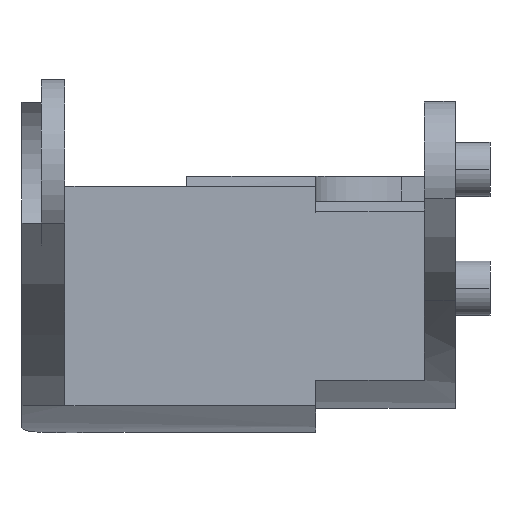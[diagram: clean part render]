
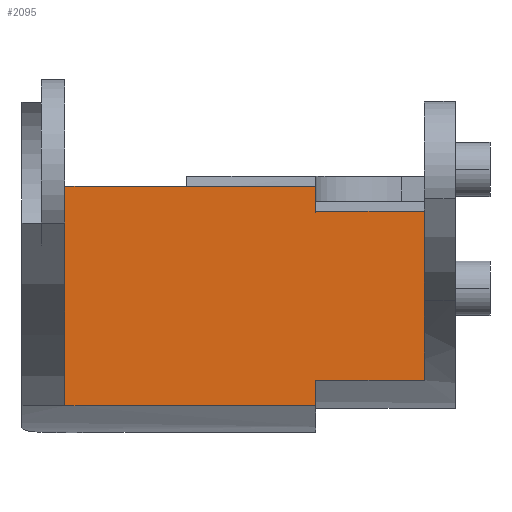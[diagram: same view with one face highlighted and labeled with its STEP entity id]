
A CAD part, top view. The second image highlights one B-rep face of the part: STEP entity #2095.
In plain terms, the highlighted planar face has unit normal (0, 0, 1).
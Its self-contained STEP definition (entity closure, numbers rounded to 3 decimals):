
#12 = CARTESIAN_POINT ( 'NONE',  ( 33.18, 11.712, 71.486 ) ) ;
#78 = CARTESIAN_POINT ( 'NONE',  ( 0., 8.795, 71.486 ) ) ;
#95 = VECTOR ( 'NONE', #308, 1000. ) ;
#111 = VECTOR ( 'NONE', #867, 1000. ) ;
#116 = VECTOR ( 'NONE', #778, 1000. ) ;
#125 = VECTOR ( 'NONE', #2063, 1000. ) ;
#203 = AXIS2_PLACEMENT_3D ( 'NONE', #12, #2093, #1769 ) ;
#239 = VECTOR ( 'NONE', #573, 1000. ) ;
#285 = CARTESIAN_POINT ( 'NONE',  ( -12.66, 0., 71.486 ) ) ;
#308 = DIRECTION ( 'NONE',  ( -1., 0., 0. ) ) ;
#318 = LINE ( 'NONE', #1553, #111 ) ;
#326 = DIRECTION ( 'NONE',  ( 1., 0., 0. ) ) ;
#366 = ORIENTED_EDGE ( 'NONE', *, *, #822, .F. ) ;
#453 = ORIENTED_EDGE ( 'NONE', *, *, #1242, .F. ) ;
#474 = VERTEX_POINT ( 'NONE', #1022 ) ;
#491 = EDGE_CURVE ( 'NONE', #1666, #2036, #1180, .T. ) ;
#530 = FACE_OUTER_BOUND ( 'NONE', #1060, .T. ) ;
#555 = CARTESIAN_POINT ( 'NONE',  ( -41.82, 11.712, 71.486 ) ) ;
#573 = DIRECTION ( 'NONE',  ( 0., 1., 0. ) ) ;
#602 = CARTESIAN_POINT ( 'NONE',  ( -12.66, 11.712, 71.486 ) ) ;
#610 = VERTEX_POINT ( 'NONE', #78 ) ;
#627 = EDGE_CURVE ( 'NONE', #1198, #610, #945, .T. ) ;
#651 = CARTESIAN_POINT ( 'NONE',  ( -6.33, -10.841, 71.486 ) ) ;
#778 = DIRECTION ( 'NONE',  ( 0., 1., 0. ) ) ;
#822 = EDGE_CURVE ( 'NONE', #1666, #1900, #1273, .T. ) ;
#867 = DIRECTION ( 'NONE',  ( 1., 0., 0. ) ) ;
#873 = CARTESIAN_POINT ( 'NONE',  ( -12.66, -10.841, 71.486 ) ) ;
#902 = ORIENTED_EDGE ( 'NONE', *, *, #933, .F. ) ;
#933 = EDGE_CURVE ( 'NONE', #1871, #1776, #1659, .T. ) ;
#945 = LINE ( 'NONE', #1661, #116 ) ;
#967 = LINE ( 'NONE', #2244, #95 ) ;
#1005 = CARTESIAN_POINT ( 'NONE',  ( -41.82, 11.712, 71.486 ) ) ;
#1022 = CARTESIAN_POINT ( 'NONE',  ( -41.82, -13.804, 71.486 ) ) ;
#1060 = EDGE_LOOP ( 'NONE', ( #2104, #2231, #1442, #366, #1790, #453, #2025, #902 ) ) ;
#1084 = LINE ( 'NONE', #555, #239 ) ;
#1146 = VECTOR ( 'NONE', #1650, 1000. ) ;
#1180 = LINE ( 'NONE', #1360, #125 ) ;
#1198 = VERTEX_POINT ( 'NONE', #1419 ) ;
#1223 = PLANE ( 'NONE',  #203 ) ;
#1242 = EDGE_CURVE ( 'NONE', #474, #2036, #1084, .T. ) ;
#1273 = LINE ( 'NONE', #1796, #1146 ) ;
#1360 = CARTESIAN_POINT ( 'NONE',  ( -12.66, 11.712, 71.486 ) ) ;
#1406 = CARTESIAN_POINT ( 'NONE',  ( -12.66, 8.795, 71.486 ) ) ;
#1419 = CARTESIAN_POINT ( 'NONE',  ( 0., -10.841, 71.486 ) ) ;
#1442 = ORIENTED_EDGE ( 'NONE', *, *, #2028, .T. ) ;
#1553 = CARTESIAN_POINT ( 'NONE',  ( -6.33, -13.804, 71.486 ) ) ;
#1591 = EDGE_CURVE ( 'NONE', #474, #1776, #318, .T. ) ;
#1650 = DIRECTION ( 'NONE',  ( 0., -1., 0. ) ) ;
#1659 = LINE ( 'NONE', #285, #2076 ) ;
#1661 = CARTESIAN_POINT ( 'NONE',  ( 0., 11.712, 71.486 ) ) ;
#1666 = VERTEX_POINT ( 'NONE', #602 ) ;
#1698 = DIRECTION ( 'NONE',  ( 0., -1., 0. ) ) ;
#1769 = DIRECTION ( 'NONE',  ( -1., 0., 0. ) ) ;
#1776 = VERTEX_POINT ( 'NONE', #1878 ) ;
#1782 = VECTOR ( 'NONE', #326, 1000. ) ;
#1790 = ORIENTED_EDGE ( 'NONE', *, *, #491, .T. ) ;
#1796 = CARTESIAN_POINT ( 'NONE',  ( -12.66, 0., 71.486 ) ) ;
#1809 = EDGE_CURVE ( 'NONE', #1871, #1198, #1909, .T. ) ;
#1871 = VERTEX_POINT ( 'NONE', #873 ) ;
#1878 = CARTESIAN_POINT ( 'NONE',  ( -12.66, -13.804, 71.486 ) ) ;
#1900 = VERTEX_POINT ( 'NONE', #1406 ) ;
#1909 = LINE ( 'NONE', #651, #1782 ) ;
#2025 = ORIENTED_EDGE ( 'NONE', *, *, #1591, .T. ) ;
#2028 = EDGE_CURVE ( 'NONE', #610, #1900, #967, .T. ) ;
#2036 = VERTEX_POINT ( 'NONE', #1005 ) ;
#2063 = DIRECTION ( 'NONE',  ( -1., 0., 0. ) ) ;
#2076 = VECTOR ( 'NONE', #1698, 1000. ) ;
#2093 = DIRECTION ( 'NONE',  ( 0., 0., -1. ) ) ;
#2095 = ADVANCED_FACE ( 'NONE', ( #530 ), #1223, .F. ) ;
#2104 = ORIENTED_EDGE ( 'NONE', *, *, #1809, .T. ) ;
#2231 = ORIENTED_EDGE ( 'NONE', *, *, #627, .T. ) ;
#2244 = CARTESIAN_POINT ( 'NONE',  ( -6.33, 8.795, 71.486 ) ) ;
